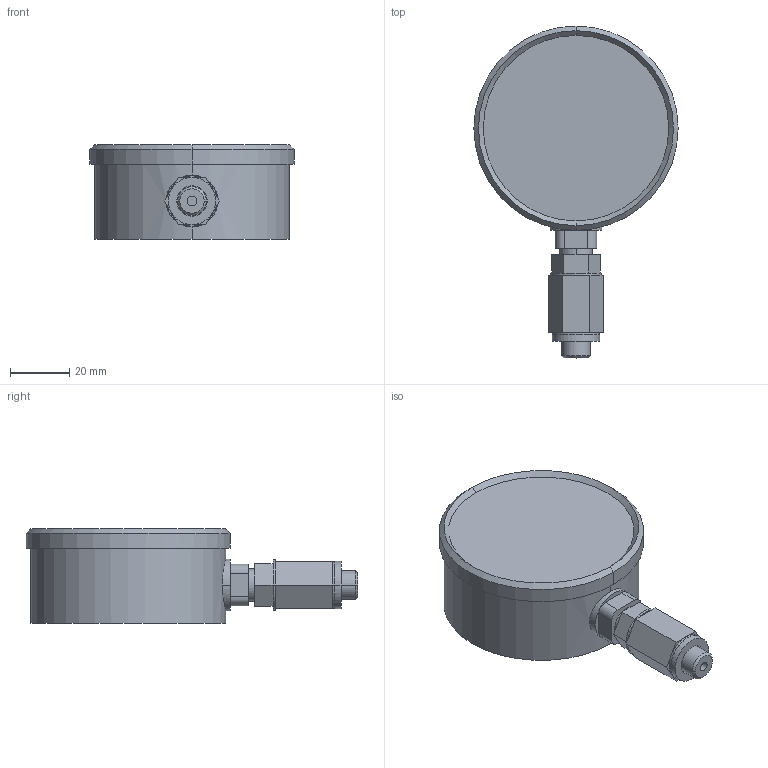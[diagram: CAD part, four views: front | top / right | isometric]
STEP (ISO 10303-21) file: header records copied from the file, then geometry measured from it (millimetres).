
FILE_DESCRIPTION((''),'2;1');
FILE_NAME('ILCM47221000','2006-06-22T',('KR'),(''),'PRO/ENGINEER BY PARAMETRIC TECHNOLOGY CORPORATION, 2004290','PRO/ENGINEER BY PARAMETRIC TECHNOLOGY CORPORATION, 2004290','');
FILE_SCHEMA(('AUTOMOTIVE_DESIGN_CC2 { 1 2 10303 214 -1 1 5 2 }'));
Length unit declared in the file: millimetre
Products named in the file (1): ILCM47221000
Bounding box: 69.09 x 112.2 x 32 mm (x, y, z)
Volume: 113928.2 mm3; surface area: 17335.6 mm2
Topology: 1 solids, 2 shells, 80 faces, 177 edges, 112 vertices
Faces by surface type: plane 44, cylinder 28, cone 8
Entity records: 2366 total; most frequent: CARTESIAN_POINT 409, DIRECTION 409, ORIENTED_EDGE 354, EDGE_CURVE 177, AXIS2_PLACEMENT_3D 156, VERTEX_POINT 112, COLOUR_RGB 105, VECTOR 97
